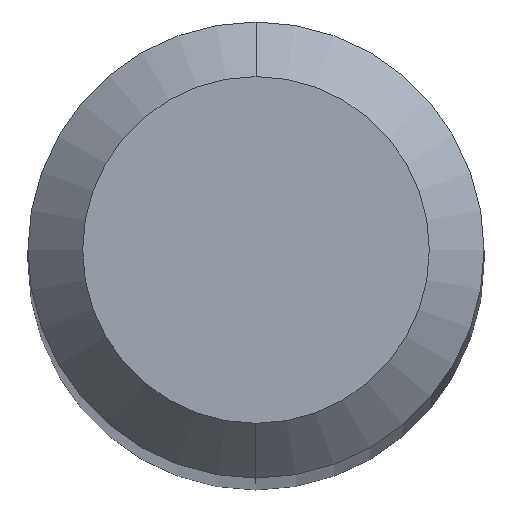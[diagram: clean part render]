
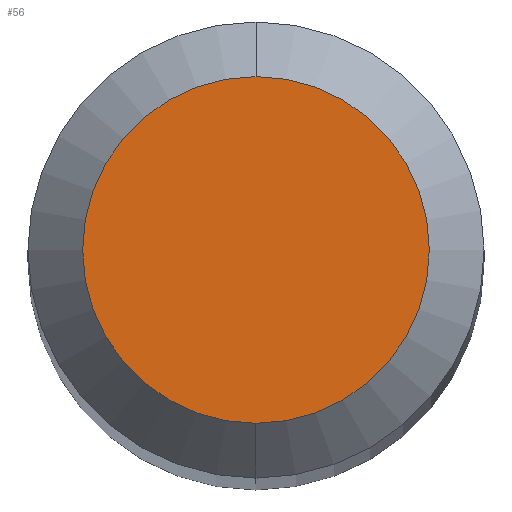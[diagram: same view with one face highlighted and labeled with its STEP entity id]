
A CAD part, top view. The second image highlights one B-rep face of the part: STEP entity #56.
In plain terms, the highlighted planar face has unit normal (0, 0, 1).
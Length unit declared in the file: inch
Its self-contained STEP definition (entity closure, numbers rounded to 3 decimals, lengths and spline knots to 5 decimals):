
#5 = VERTEX_POINT ( 'NONE', #381 ) ;
#56 = ADVANCED_FACE ( 'NONE', ( #439 ), #245, .F. ) ;
#69 = DIRECTION ( 'NONE',  ( 0., 0., 1. ) ) ;
#71 = DIRECTION ( 'NONE',  ( 0., -1., 0. ) ) ;
#76 = CARTESIAN_POINT ( 'NONE',  ( 0., -0.0475, 0. ) ) ;
#161 = ORIENTED_EDGE ( 'NONE', *, *, #237, .T. ) ;
#188 = VERTEX_POINT ( 'NONE', #76 ) ;
#194 = DIRECTION ( 'NONE',  ( 0., 0., 1. ) ) ;
#226 = DIRECTION ( 'NONE',  ( 0., -1., 0. ) ) ;
#237 = EDGE_CURVE ( 'NONE', #5, #188, #432, .T. ) ;
#245 = PLANE ( 'NONE',  #290 ) ;
#254 = EDGE_CURVE ( 'NONE', #188, #5, #498, .T. ) ;
#290 = AXIS2_PLACEMENT_3D ( 'NONE', #406, #322, #360 ) ;
#307 = CARTESIAN_POINT ( 'NONE',  ( 0., 0., 0. ) ) ;
#322 = DIRECTION ( 'NONE',  ( 0., 0., -1. ) ) ;
#326 = AXIS2_PLACEMENT_3D ( 'NONE', #307, #194, #71 ) ;
#360 = DIRECTION ( 'NONE',  ( 0., 1., 0. ) ) ;
#381 = CARTESIAN_POINT ( 'NONE',  ( 0., 0.0475, 0. ) ) ;
#386 = AXIS2_PLACEMENT_3D ( 'NONE', #429, #69, #226 ) ;
#406 = CARTESIAN_POINT ( 'NONE',  ( 0., 0.0475, 0. ) ) ;
#429 = CARTESIAN_POINT ( 'NONE',  ( 0., 0., 0. ) ) ;
#432 = CIRCLE ( 'NONE', #326, 0.0475 ) ;
#439 = FACE_OUTER_BOUND ( 'NONE', #493, .T. ) ;
#445 = ORIENTED_EDGE ( 'NONE', *, *, #254, .T. ) ;
#493 = EDGE_LOOP ( 'NONE', ( #161, #445 ) ) ;
#498 = CIRCLE ( 'NONE', #386, 0.0475 ) ;
